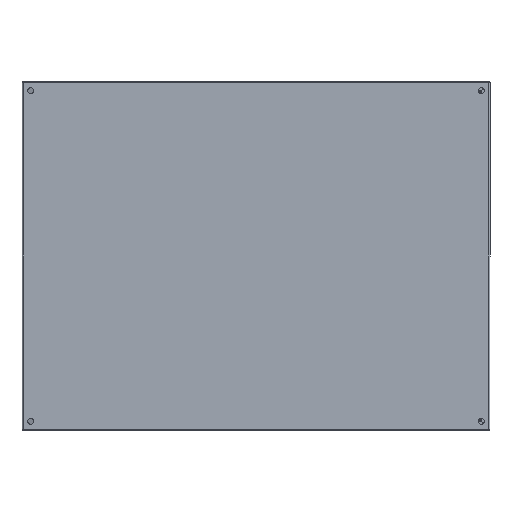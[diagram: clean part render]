
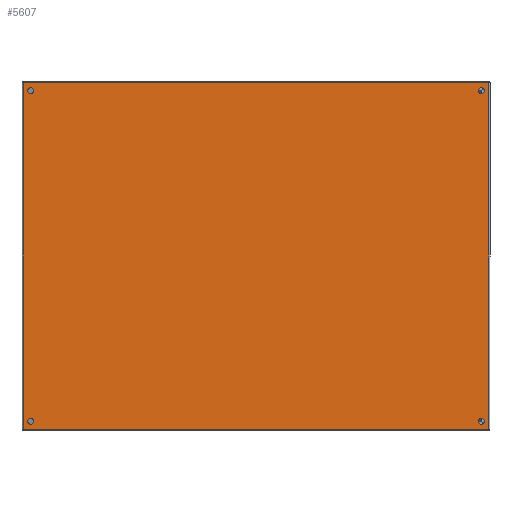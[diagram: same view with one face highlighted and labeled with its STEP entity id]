
A CAD part, left-side view. The second image highlights one B-rep face of the part: STEP entity #5607.
In plain terms, the highlighted face is planar.
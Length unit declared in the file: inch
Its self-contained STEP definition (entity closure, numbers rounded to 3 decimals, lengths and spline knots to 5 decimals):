
#373 = EDGE_LOOP ( 'NONE', ( #6712, #12690 ) ) ;
#405 = DIRECTION ( 'NONE',  ( 0., 0., 1. ) ) ;
#506 = EDGE_CURVE ( 'NONE', #29553, #38338, #22027, .T. ) ;
#509 = EDGE_CURVE ( 'NONE', #6852, #31374, #1887, .T. ) ;
#1863 = CIRCLE ( 'NONE', #10334, 0.25 ) ;
#1887 = CIRCLE ( 'NONE', #3371, 0.25 ) ;
#1888 = EDGE_CURVE ( 'NONE', #41708, #22863, #30374, .T. ) ;
#2899 = CARTESIAN_POINT ( 'NONE',  ( 14.25, 0., -19.42169 ) ) ;
#3183 = DIRECTION ( 'NONE',  ( 0., -1., 0. ) ) ;
#3242 = FACE_BOUND ( 'NONE', #24232, .T. ) ;
#3371 = AXIS2_PLACEMENT_3D ( 'NONE', #33998, #3183, #41583 ) ;
#4342 = DIRECTION ( 'NONE',  ( 0., 0., -1. ) ) ;
#5607 = ADVANCED_FACE ( 'NONE', ( #28769, #3242, #29863, #37994, #21719 ), #18418, .F. ) ;
#6134 = DIRECTION ( 'NONE',  ( -1., 0., 0. ) ) ;
#6209 = DIRECTION ( 'NONE',  ( 0., 0., -1. ) ) ;
#6212 = CARTESIAN_POINT ( 'NONE',  ( 14.928, 0., 20.04828 ) ) ;
#6692 = ORIENTED_EDGE ( 'NONE', *, *, #506, .T. ) ;
#6712 = ORIENTED_EDGE ( 'NONE', *, *, #25947, .T. ) ;
#6852 = VERTEX_POINT ( 'NONE', #25880 ) ;
#7234 = CIRCLE ( 'NONE', #9076, 0.25 ) ;
#7327 = CARTESIAN_POINT ( 'NONE',  ( 14.25, 0., 19.40628 ) ) ;
#7687 = LINE ( 'NONE', #31356, #22966 ) ;
#8113 = VECTOR ( 'NONE', #6209, 39.37008 ) ;
#8409 = CARTESIAN_POINT ( 'NONE',  ( 14.25, 0., -19.42169 ) ) ;
#9076 = AXIS2_PLACEMENT_3D ( 'NONE', #20280, #30293, #9445 ) ;
#9211 = CARTESIAN_POINT ( 'NONE',  ( -14., 0., -19.42169 ) ) ;
#9445 = DIRECTION ( 'NONE',  ( -1., 0., 0. ) ) ;
#9995 = EDGE_CURVE ( 'NONE', #38338, #29553, #27787, .T. ) ;
#10334 = AXIS2_PLACEMENT_3D ( 'NONE', #40437, #33627, #12478 ) ;
#10625 = CIRCLE ( 'NONE', #13705, 0.25 ) ;
#11134 = DIRECTION ( 'NONE',  ( 0., 0., 1. ) ) ;
#11556 = CARTESIAN_POINT ( 'NONE',  ( -14., 0., 19.40628 ) ) ;
#12353 = VECTOR ( 'NONE', #405, 39.37008 ) ;
#12369 = EDGE_CURVE ( 'NONE', #22708, #23790, #7234, .T. ) ;
#12478 = DIRECTION ( 'NONE',  ( -1., 0., 0. ) ) ;
#12690 = ORIENTED_EDGE ( 'NONE', *, *, #15454, .T. ) ;
#13093 = VERTEX_POINT ( 'NONE', #6212 ) ;
#13149 = CARTESIAN_POINT ( 'NONE',  ( 14.928, 0., -20.09969 ) ) ;
#13463 = DIRECTION ( 'NONE',  ( 0., -1., 0. ) ) ;
#13705 = AXIS2_PLACEMENT_3D ( 'NONE', #32870, #15338, #15464 ) ;
#14008 = ORIENTED_EDGE ( 'NONE', *, *, #509, .T. ) ;
#14300 = VECTOR ( 'NONE', #34558, 39.37008 ) ;
#14522 = CIRCLE ( 'NONE', #27502, 0.25 ) ;
#15039 = CIRCLE ( 'NONE', #27774, 0.25 ) ;
#15093 = CARTESIAN_POINT ( 'NONE',  ( 14.25, 0., -19.17169 ) ) ;
#15338 = DIRECTION ( 'NONE',  ( 0., -1., 0. ) ) ;
#15454 = EDGE_CURVE ( 'NONE', #20910, #30549, #15039, .T. ) ;
#15464 = DIRECTION ( 'NONE',  ( -1., 0., 0. ) ) ;
#15760 = EDGE_LOOP ( 'NONE', ( #21223, #32293, #32892, #41713 ) ) ;
#16425 = CARTESIAN_POINT ( 'NONE',  ( 14.25, 0., 19.40628 ) ) ;
#16700 = EDGE_LOOP ( 'NONE', ( #6692, #24864 ) ) ;
#16732 = DIRECTION ( 'NONE',  ( 0., -1., 0. ) ) ;
#17002 = LINE ( 'NONE', #41572, #14300 ) ;
#18018 = ORIENTED_EDGE ( 'NONE', *, *, #39530, .T. ) ;
#18145 = CARTESIAN_POINT ( 'NONE',  ( -14.928, 0., 20.09969 ) ) ;
#18418 = PLANE ( 'NONE',  #32794 ) ;
#19038 = CARTESIAN_POINT ( 'NONE',  ( -14.928, 0., 20.04828 ) ) ;
#20226 = AXIS2_PLACEMENT_3D ( 'NONE', #8409, #32307, #4342 ) ;
#20280 = CARTESIAN_POINT ( 'NONE',  ( -14.25, 0., -19.42169 ) ) ;
#20688 = LINE ( 'NONE', #13149, #8113 ) ;
#20910 = VERTEX_POINT ( 'NONE', #28283 ) ;
#21223 = ORIENTED_EDGE ( 'NONE', *, *, #33572, .F. ) ;
#21260 = CARTESIAN_POINT ( 'NONE',  ( -14.5, 0., -19.42169 ) ) ;
#21719 = FACE_BOUND ( 'NONE', #373, .T. ) ;
#22027 = CIRCLE ( 'NONE', #43800, 0.25 ) ;
#22708 = VERTEX_POINT ( 'NONE', #21260 ) ;
#22863 = VERTEX_POINT ( 'NONE', #19038 ) ;
#22966 = VECTOR ( 'NONE', #35087, 39.37008 ) ;
#23790 = VERTEX_POINT ( 'NONE', #9211 ) ;
#24232 = EDGE_LOOP ( 'NONE', ( #36301, #18018 ) ) ;
#24246 = CARTESIAN_POINT ( 'NONE',  ( -14.928, 0., -20.06369 ) ) ;
#24669 = EDGE_CURVE ( 'NONE', #31374, #6852, #10625, .T. ) ;
#24864 = ORIENTED_EDGE ( 'NONE', *, *, #9995, .T. ) ;
#25410 = CARTESIAN_POINT ( 'NONE',  ( 14.928, 0., -20.09969 ) ) ;
#25880 = CARTESIAN_POINT ( 'NONE',  ( -14.5, 0., 19.40628 ) ) ;
#25947 = EDGE_CURVE ( 'NONE', #30549, #20910, #14522, .T. ) ;
#27345 = EDGE_CURVE ( 'NONE', #13093, #33675, #20688, .T. ) ;
#27502 = AXIS2_PLACEMENT_3D ( 'NONE', #7327, #38013, #27672 ) ;
#27672 = DIRECTION ( 'NONE',  ( -1., 0., 0. ) ) ;
#27774 = AXIS2_PLACEMENT_3D ( 'NONE', #16425, #16732, #6134 ) ;
#27787 = CIRCLE ( 'NONE', #20226, 0.25 ) ;
#28037 = EDGE_LOOP ( 'NONE', ( #14008, #45004 ) ) ;
#28283 = CARTESIAN_POINT ( 'NONE',  ( 14.5, 0., 19.40628 ) ) ;
#28769 = FACE_BOUND ( 'NONE', #28037, .T. ) ;
#29369 = EDGE_CURVE ( 'NONE', #13093, #22863, #7687, .T. ) ;
#29553 = VERTEX_POINT ( 'NONE', #40403 ) ;
#29863 = FACE_OUTER_BOUND ( 'NONE', #15760, .T. ) ;
#30293 = DIRECTION ( 'NONE',  ( 0., -1., 0. ) ) ;
#30374 = LINE ( 'NONE', #18145, #12353 ) ;
#30549 = VERTEX_POINT ( 'NONE', #36631 ) ;
#31356 = CARTESIAN_POINT ( 'NONE',  ( 14.928, 0., 20.04828 ) ) ;
#31374 = VERTEX_POINT ( 'NONE', #11556 ) ;
#32293 = ORIENTED_EDGE ( 'NONE', *, *, #1888, .T. ) ;
#32307 = DIRECTION ( 'NONE',  ( 0., -1., 0. ) ) ;
#32794 = AXIS2_PLACEMENT_3D ( 'NONE', #25410, #35566, #11134 ) ;
#32870 = CARTESIAN_POINT ( 'NONE',  ( -14.25, 0., 19.40628 ) ) ;
#32892 = ORIENTED_EDGE ( 'NONE', *, *, #29369, .F. ) ;
#33572 = EDGE_CURVE ( 'NONE', #41708, #33675, #17002, .T. ) ;
#33627 = DIRECTION ( 'NONE',  ( 0., -1., 0. ) ) ;
#33675 = VERTEX_POINT ( 'NONE', #41237 ) ;
#33998 = CARTESIAN_POINT ( 'NONE',  ( -14.25, 0., 19.40628 ) ) ;
#34140 = DIRECTION ( 'NONE',  ( 0., 0., -1. ) ) ;
#34558 = DIRECTION ( 'NONE',  ( 1., 0., 0. ) ) ;
#35087 = DIRECTION ( 'NONE',  ( -1., 0., 0. ) ) ;
#35566 = DIRECTION ( 'NONE',  ( 0., -1., 0. ) ) ;
#36301 = ORIENTED_EDGE ( 'NONE', *, *, #12369, .T. ) ;
#36631 = CARTESIAN_POINT ( 'NONE',  ( 14., 0., 19.40628 ) ) ;
#37994 = FACE_BOUND ( 'NONE', #16700, .T. ) ;
#38013 = DIRECTION ( 'NONE',  ( 0., -1., 0. ) ) ;
#38338 = VERTEX_POINT ( 'NONE', #15093 ) ;
#39530 = EDGE_CURVE ( 'NONE', #23790, #22708, #1863, .T. ) ;
#40403 = CARTESIAN_POINT ( 'NONE',  ( 14.25, 0., -19.67169 ) ) ;
#40437 = CARTESIAN_POINT ( 'NONE',  ( -14.25, 0., -19.42169 ) ) ;
#41237 = CARTESIAN_POINT ( 'NONE',  ( 14.928, 0., -20.06369 ) ) ;
#41572 = CARTESIAN_POINT ( 'NONE',  ( 14.928, 0., -20.06369 ) ) ;
#41583 = DIRECTION ( 'NONE',  ( -1., 0., 0. ) ) ;
#41708 = VERTEX_POINT ( 'NONE', #24246 ) ;
#41713 = ORIENTED_EDGE ( 'NONE', *, *, #27345, .T. ) ;
#43800 = AXIS2_PLACEMENT_3D ( 'NONE', #2899, #13463, #34140 ) ;
#45004 = ORIENTED_EDGE ( 'NONE', *, *, #24669, .T. ) ;
